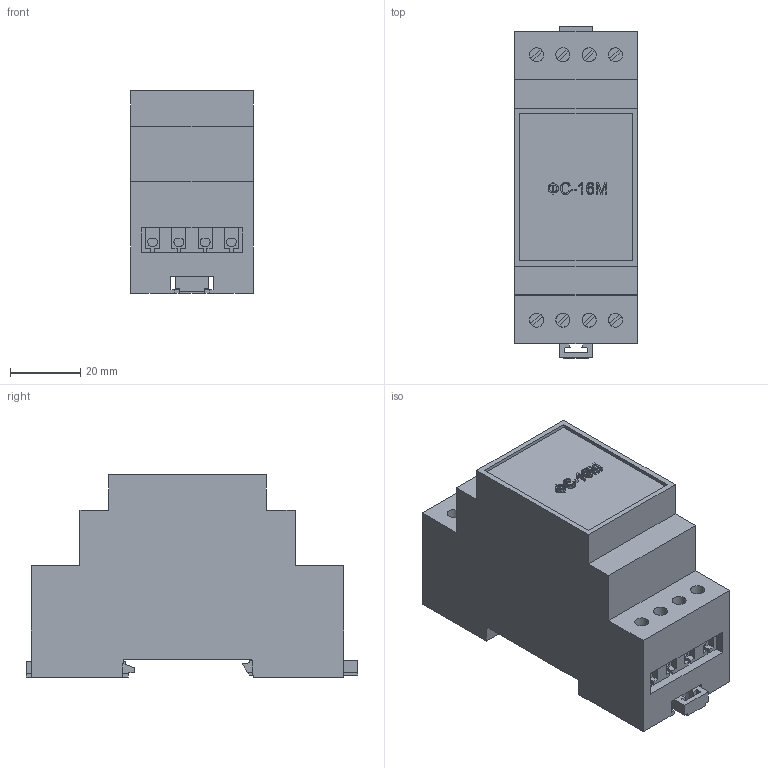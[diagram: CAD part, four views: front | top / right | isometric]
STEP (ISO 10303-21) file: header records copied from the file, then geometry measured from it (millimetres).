
FILE_DESCRIPTION(('STEP AP214'), '1');
FILE_NAME('ﾔﾑ-16ﾌ', '', ('UNSPECIFIED'), ('UNSPECIFIED'), 'ASCON STEP Converter 1.3', 'ASCON Math Kernel', '');
FILE_SCHEMA(('AUTOMOTIVE_DESIGN { 1 0 10303 214 3 1 1}'));
Length unit declared in the file: millimetre
Bounding box: 35 x 94.7 x 57.79 mm (x, y, z)
Volume: 37459.9 mm3; surface area: 41422.5 mm2
Topology: 2 solids, 3 shells, 526 faces, 1472 edges, 980 vertices
Faces by surface type: plane 305, cylinder 221
Full cylindrical faces by diameter (mm): 4 x8
Entity records: 21242 total; most frequent: DIRECTION 2992, CARTESIAN_POINT 2971, ORIENTED_EDGE 2928, EDGE_CURVE 1464, AXIS2_PLACEMENT_3D 1001, LINE 990, VECTOR 990, VERTEX_POINT 980
